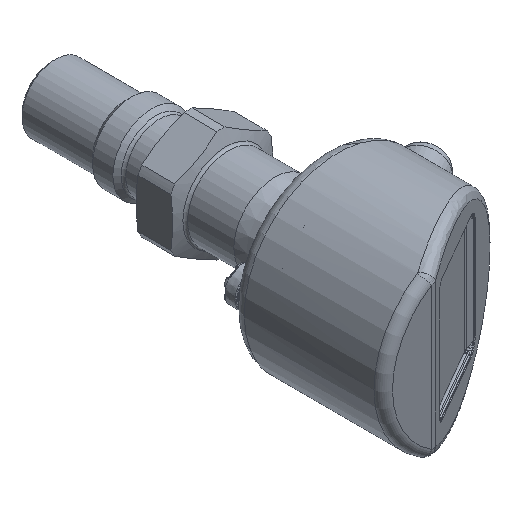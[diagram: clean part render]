
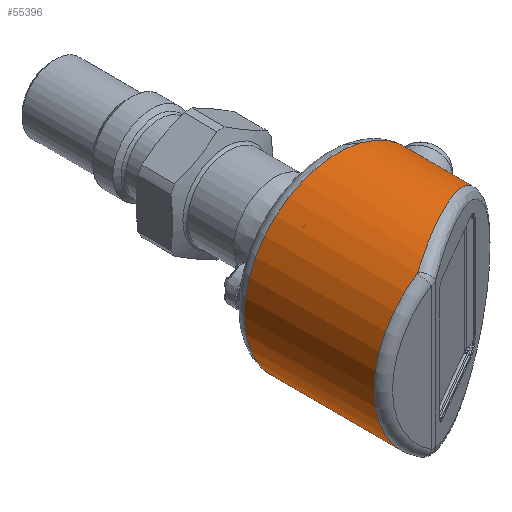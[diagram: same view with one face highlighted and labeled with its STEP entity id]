
A CAD part, isometric view. The second image highlights one B-rep face of the part: STEP entity #55396.
In plain terms, the highlighted cylindrical face has radius 25.2 mm (diameter 50.4 mm), a full revolution.
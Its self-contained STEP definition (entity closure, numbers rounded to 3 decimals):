
#513=ELLIPSE('',#58090,47.432,25.2);
#514=ELLIPSE('',#58099,28.404,25.2);
#1324=B_SPLINE_CURVE_WITH_KNOTS('',3,(#77004,#77005,#77006,#77007),
 .UNSPECIFIED.,.F.,.F.,(4,4),(0.,0.),.UNSPECIFIED.);
#1325=B_SPLINE_CURVE_WITH_KNOTS('',3,(#77009,#77010,#77011,#77012),
 .UNSPECIFIED.,.F.,.F.,(4,4),(0.,0.),.UNSPECIFIED.);
#3224=CYLINDRICAL_SURFACE('',#58098,25.2);
#11358=ORIENTED_EDGE('',*,*,#21511,.T.);
#11359=ORIENTED_EDGE('',*,*,#21508,.T.);
#11360=ORIENTED_EDGE('',*,*,#21512,.T.);
#11361=ORIENTED_EDGE('',*,*,#21513,.T.);
#11362=ORIENTED_EDGE('',*,*,#21506,.T.);
#11363=ORIENTED_EDGE('',*,*,#21505,.T.);
#21505=EDGE_CURVE('',#26815,#26814,#513,.F.);
#21506=EDGE_CURVE('',#26814,#26815,#30111,.T.);
#21508=EDGE_CURVE('',#26818,#26817,#30113,.T.);
#21511=EDGE_CURVE('',#26820,#26818,#1324,.T.);
#21512=EDGE_CURVE('',#26817,#26821,#1325,.T.);
#21513=EDGE_CURVE('',#26821,#26820,#514,.F.);
#26814=VERTEX_POINT('',#76910);
#26815=VERTEX_POINT('',#76937);
#26817=VERTEX_POINT('',#76997);
#26818=VERTEX_POINT('',#76999);
#26820=VERTEX_POINT('',#77008);
#26821=VERTEX_POINT('',#77013);
#30111=CIRCLE('',#58092,25.2);
#30113=CIRCLE('',#58095,25.2);
#31682=EDGE_LOOP('',(#11358,#11359,#11360,#11361));
#31683=EDGE_LOOP('',(#11362,#11363));
#34507=FACE_BOUND('',#31682,.T.);
#34508=FACE_BOUND('',#31683,.T.);
#55396=ADVANCED_FACE('',(#34507,#34508),#3224,.T.);
#58090=AXIS2_PLACEMENT_3D('',#76991,#63058,#63059);
#58092=AXIS2_PLACEMENT_3D('',#76993,#63062,#63063);
#58095=AXIS2_PLACEMENT_3D('',#76998,#63068,#63069);
#58098=AXIS2_PLACEMENT_3D('',#77003,#63074,#63075);
#58099=AXIS2_PLACEMENT_3D('',#77014,#63076,#63077);
#63058=DIRECTION('',(0.847,0.531,0.));
#63059=DIRECTION('',(0.531,-0.847,0.));
#63062=DIRECTION('',(0.,-1.,0.));
#63063=DIRECTION('',(0.,0.,-1.));
#63068=DIRECTION('',(0.,1.,0.));
#63069=DIRECTION('',(0.,0.,1.));
#63074=DIRECTION('',(0.,1.,0.));
#63075=DIRECTION('',(0.,0.,1.));
#63076=DIRECTION('',(0.461,-0.887,0.));
#63077=DIRECTION('',(0.887,0.461,0.));
#76910=CARTESIAN_POINT('',(23.517,-0.3,9.055));
#76937=CARTESIAN_POINT('',(23.517,-0.3,-9.055));
#76991=CARTESIAN_POINT('',(0.,37.2,0.));
#76993=CARTESIAN_POINT('',(0.,-0.3,0.));
#76997=CARTESIAN_POINT('',(-13.562,-35.2,21.24));
#76998=CARTESIAN_POINT('',(0.,-35.2,0.));
#76999=CARTESIAN_POINT('',(-13.562,-35.2,-21.24));
#77003=CARTESIAN_POINT('',(0.,-45.,0.));
#77004=CARTESIAN_POINT('',(-13.284,-35.133,-21.414));
#77005=CARTESIAN_POINT('',(-13.372,-35.179,-21.36));
#77006=CARTESIAN_POINT('',(-13.466,-35.2,-21.301));
#77007=CARTESIAN_POINT('',(-13.562,-35.2,-21.24));
#77008=CARTESIAN_POINT('',(-13.284,-35.133,-21.414));
#77009=CARTESIAN_POINT('',(-13.562,-35.2,21.24));
#77010=CARTESIAN_POINT('',(-13.466,-35.2,21.301));
#77011=CARTESIAN_POINT('',(-13.372,-35.179,21.36));
#77012=CARTESIAN_POINT('',(-13.284,-35.133,21.414));
#77013=CARTESIAN_POINT('',(-13.284,-35.133,21.414));
#77014=CARTESIAN_POINT('',(0.,-28.224,0.));
